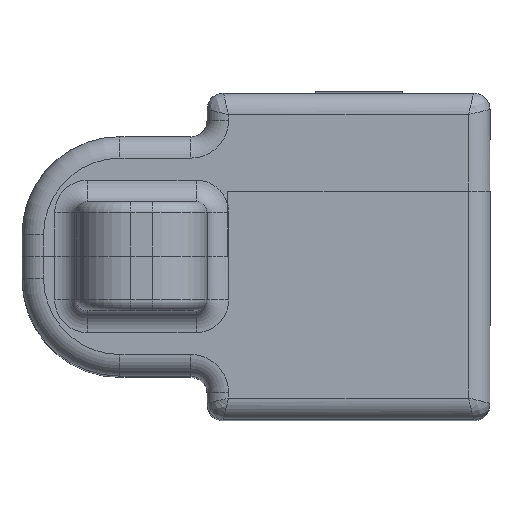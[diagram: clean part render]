
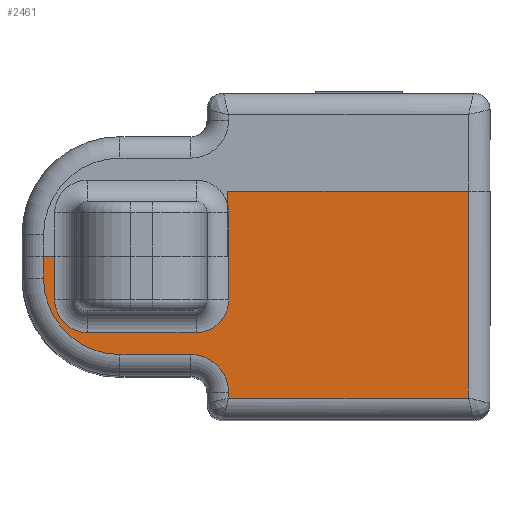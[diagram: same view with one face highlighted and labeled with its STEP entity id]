
A CAD part, top view. The second image highlights one B-rep face of the part: STEP entity #2461.
In plain terms, the highlighted planar face has unit normal (0, 0, 1).
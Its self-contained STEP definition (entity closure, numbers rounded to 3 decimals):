
#103=DIRECTION('',(1.,0.,0.));
#104=VECTOR('',#103,0.51);
#105=CARTESIAN_POINT('',(-20.51,0.,36.5));
#106=LINE('',#105,#104);
#107=DIRECTION('',(0.,-1.,0.));
#108=VECTOR('',#107,2.);
#109=CARTESIAN_POINT('',(-20.,0.,36.5));
#110=LINE('',#109,#108);
#111=CARTESIAN_POINT('',(-18.5,-2.,36.5));
#112=DIRECTION('',(0.,0.,1.));
#113=DIRECTION('',(-1.,0.,0.));
#114=AXIS2_PLACEMENT_3D('',#111,#112,#113);
#116=DIRECTION('',(1.,0.,0.));
#117=VECTOR('',#116,5.);
#118=CARTESIAN_POINT('',(-18.5,-3.5,36.5));
#119=LINE('',#118,#117);
#120=CARTESIAN_POINT('',(-13.5,-2.,36.5));
#121=DIRECTION('',(0.,0.,1.));
#122=DIRECTION('',(0.,-1.,0.));
#123=AXIS2_PLACEMENT_3D('',#120,#121,#122);
#125=DIRECTION('',(0.,1.,0.));
#126=VECTOR('',#125,4.);
#127=CARTESIAN_POINT('',(-12.,-2.,36.5));
#128=LINE('',#127,#126);
#129=CARTESIAN_POINT('',(-13.5,2.,36.5));
#130=DIRECTION('',(0.,0.,1.));
#131=DIRECTION('',(1.,0.,0.));
#132=AXIS2_PLACEMENT_3D('',#129,#130,#131);
#134=DIRECTION('',(0.,1.,0.));
#135=VECTOR('',#134,0.616);
#136=CARTESIAN_POINT('',(-12.05,2.384,36.5));
#137=LINE('',#136,#135);
#138=DIRECTION('',(1.,0.,0.));
#139=VECTOR('',#138,11.06);
#140=CARTESIAN_POINT('',(-12.05,3.,36.5));
#141=LINE('',#140,#139);
#142=CARTESIAN_POINT('',(-0.991,-6.509,
36.5));
#143=CARTESIAN_POINT('',(-0.991,-3.339,
36.5));
#144=CARTESIAN_POINT('',(-0.99,-0.17,36.5));
#145=CARTESIAN_POINT('',(-0.99,3.,36.5));
#147=DIRECTION('',(1.,0.,0.));
#148=VECTOR('',#147,11.019);
#149=CARTESIAN_POINT('',(-12.009,-6.509,36.5));
#150=LINE('',#149,#148);
#151=CARTESIAN_POINT('',(-12.01,-6.25,36.5));
#152=CARTESIAN_POINT('',(-12.01,-6.337,36.5));
#153=CARTESIAN_POINT('',(-12.009,-6.423,36.5));
#154=CARTESIAN_POINT('',(-12.009,-6.509,36.5));
#156=CARTESIAN_POINT('',(-13.75,-6.25,36.5));
#157=DIRECTION('',(0.,0.,-1.));
#158=DIRECTION('',(0.,1.,0.));
#159=AXIS2_PLACEMENT_3D('',#156,#157,#158);
#161=DIRECTION('',(1.,0.,0.));
#162=VECTOR('',#161,3.25);
#163=CARTESIAN_POINT('',(-17.,-4.51,36.5));
#164=LINE('',#163,#162);
#165=CARTESIAN_POINT('',(-17.,-1.,36.5));
#166=DIRECTION('',(0.,0.,1.));
#167=DIRECTION('',(-1.,0.,0.));
#168=AXIS2_PLACEMENT_3D('',#165,#166,#167);
#170=DIRECTION('',(0.,-1.,0.));
#171=VECTOR('',#170,1.);
#172=CARTESIAN_POINT('',(-20.51,0.,36.5));
#173=LINE('',#172,#171);
#1881=CARTESIAN_POINT('',(-20.,-2.,36.5));
#1882=CARTESIAN_POINT('',(-18.5,-3.5,36.5));
#1883=VERTEX_POINT('',#1881);
#1884=VERTEX_POINT('',#1882);
#1889=CARTESIAN_POINT('',(-13.5,-3.5,36.5));
#1890=VERTEX_POINT('',#1889);
#1893=CARTESIAN_POINT('',(-12.,-2.,36.5));
#1894=VERTEX_POINT('',#1893);
#1897=CARTESIAN_POINT('',(-12.,2.,36.5));
#1898=VERTEX_POINT('',#1897);
#1899=CARTESIAN_POINT('',(-20.51,-1.,36.5));
#1900=CARTESIAN_POINT('',(-17.,-4.51,36.5));
#1901=VERTEX_POINT('',#1899);
#1902=VERTEX_POINT('',#1900);
#1907=CARTESIAN_POINT('',(-13.75,-4.51,36.5));
#1908=VERTEX_POINT('',#1907);
#1911=CARTESIAN_POINT('',(-12.01,-6.25,36.5));
#1912=VERTEX_POINT('',#1911);
#1915=VERTEX_POINT('',#154);
#1918=CARTESIAN_POINT('',(-0.991,-6.509,
36.5));
#1919=VERTEX_POINT('',#1918);
#2023=CARTESIAN_POINT('',(-20.,0.,36.5));
#2024=CARTESIAN_POINT('',(-20.51,0.,36.5));
#2025=VERTEX_POINT('',#2023);
#2026=VERTEX_POINT('',#2024);
#2109=VERTEX_POINT('',#145);
#2203=CARTESIAN_POINT('',(-12.05,2.384,36.5));
#2204=CARTESIAN_POINT('',(-12.05,3.,36.5));
#2205=VERTEX_POINT('',#2203);
#2206=VERTEX_POINT('',#2204);
#2423=CARTESIAN_POINT('',(0.,0.,36.5));
#2424=DIRECTION('',(0.,0.,1.));
#2425=DIRECTION('',(0.,1.,0.));
#2426=AXIS2_PLACEMENT_3D('',#2423,#2424,#2425);
#2427=PLANE('',#2426);
#2429=ORIENTED_EDGE('',*,*,#2428,.T.);
#2431=ORIENTED_EDGE('',*,*,#2430,.T.);
#2433=ORIENTED_EDGE('',*,*,#2432,.T.);
#2435=ORIENTED_EDGE('',*,*,#2434,.T.);
#2437=ORIENTED_EDGE('',*,*,#2436,.T.);
#2439=ORIENTED_EDGE('',*,*,#2438,.T.);
#2441=ORIENTED_EDGE('',*,*,#2440,.T.);
#2443=ORIENTED_EDGE('',*,*,#2442,.T.);
#2445=ORIENTED_EDGE('',*,*,#2444,.T.);
#2447=ORIENTED_EDGE('',*,*,#2446,.F.);
#2449=ORIENTED_EDGE('',*,*,#2448,.F.);
#2451=ORIENTED_EDGE('',*,*,#2450,.F.);
#2453=ORIENTED_EDGE('',*,*,#2452,.F.);
#2455=ORIENTED_EDGE('',*,*,#2454,.F.);
#2457=ORIENTED_EDGE('',*,*,#2456,.F.);
#2458=ORIENTED_EDGE('',*,*,#2415,.F.);
#2459=EDGE_LOOP('',(#2429,#2431,#2433,#2435,#2437,#2439,#2441,#2443,#2445,#2447,
#2449,#2451,#2453,#2455,#2457,#2458));
#2460=FACE_OUTER_BOUND('',#2459,.F.);
#2461=ADVANCED_FACE('',(#2460),#2427,.T.);
#115=CIRCLE('',#114,1.5);
#124=CIRCLE('',#123,1.5);
#133=CIRCLE('',#132,1.5);
#146=B_SPLINE_CURVE_WITH_KNOTS('',3,(#142,#143,#144,#145),.UNSPECIFIED.,.F.,.F.,
(4,4),(0.,1.),.UNSPECIFIED.);
#155=B_SPLINE_CURVE_WITH_KNOTS('',3,(#151,#152,#153,#154),.UNSPECIFIED.,.F.,.F.,
(4,4),(0.,1.),.UNSPECIFIED.);
#160=CIRCLE('',#159,1.74);
#169=CIRCLE('',#168,3.51);
#2415=EDGE_CURVE('',#2026,#1901,#173,.T.);
#2428=EDGE_CURVE('',#2026,#2025,#106,.T.);
#2430=EDGE_CURVE('',#2025,#1883,#110,.T.);
#2432=EDGE_CURVE('',#1883,#1884,#115,.T.);
#2434=EDGE_CURVE('',#1884,#1890,#119,.T.);
#2436=EDGE_CURVE('',#1890,#1894,#124,.T.);
#2438=EDGE_CURVE('',#1894,#1898,#128,.T.);
#2440=EDGE_CURVE('',#1898,#2205,#133,.T.);
#2442=EDGE_CURVE('',#2205,#2206,#137,.T.);
#2444=EDGE_CURVE('',#2206,#2109,#141,.T.);
#2446=EDGE_CURVE('',#1919,#2109,#146,.T.);
#2448=EDGE_CURVE('',#1915,#1919,#150,.T.);
#2450=EDGE_CURVE('',#1912,#1915,#155,.T.);
#2452=EDGE_CURVE('',#1908,#1912,#160,.T.);
#2454=EDGE_CURVE('',#1902,#1908,#164,.T.);
#2456=EDGE_CURVE('',#1901,#1902,#169,.T.);
